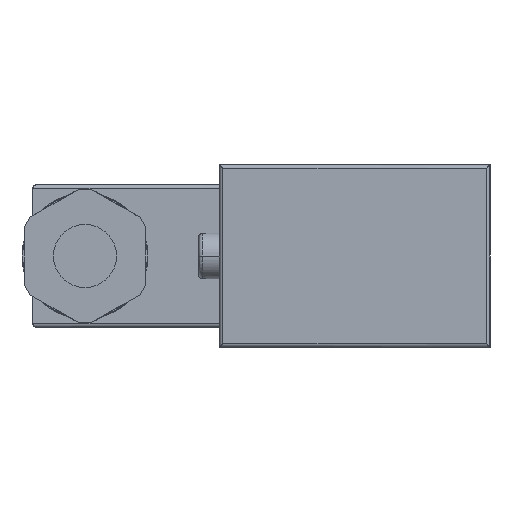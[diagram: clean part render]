
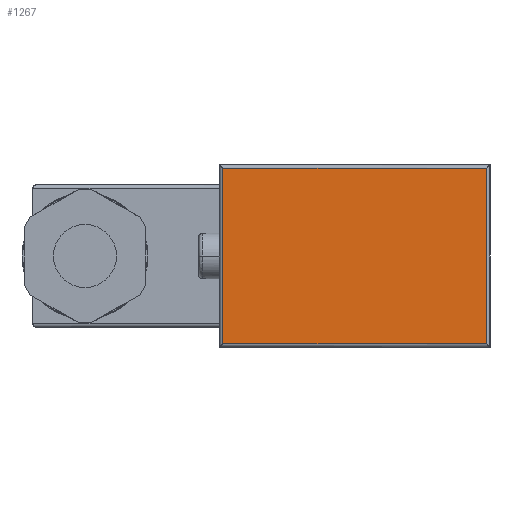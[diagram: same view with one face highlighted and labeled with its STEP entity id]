
A CAD part, left-side view. The second image highlights one B-rep face of the part: STEP entity #1267.
In plain terms, the highlighted planar face has unit normal (-1, 0, 0).
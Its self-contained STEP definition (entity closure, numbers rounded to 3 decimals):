
#55 = EDGE_CURVE ( 'NONE', #3289, #3524, #2012, .T. ) ;
#132 = EDGE_CURVE ( 'NONE', #683, #4542, #254, .T. ) ;
#254 = LINE ( 'NONE', #1881, #2877 ) ;
#255 = CARTESIAN_POINT ( 'NONE',  ( -32.5, -19.439, 13.435 ) ) ;
#483 = DIRECTION ( 'NONE',  ( 0., 1., 0. ) ) ;
#486 = CARTESIAN_POINT ( 'NONE',  ( -32.5, -19.439, -12.939 ) ) ;
#581 = CARTESIAN_POINT ( 'NONE',  ( -32.5, 19.439, -13.435 ) ) ;
#683 = VERTEX_POINT ( 'NONE', #4211 ) ;
#912 = CARTESIAN_POINT ( 'NONE',  ( -32.5, 19.935, 12.939 ) ) ;
#918 = DIRECTION ( 'NONE',  ( 0., 0., 1. ) ) ;
#1013 = VECTOR ( 'NONE', #483, 1000. ) ;
#1017 = DIRECTION ( 'NONE',  ( -1., 0., 0. ) ) ;
#1070 = LINE ( 'NONE', #581, #4019 ) ;
#1267 = ADVANCED_FACE ( 'NONE', ( #2955 ), #1426, .T. ) ;
#1269 = CARTESIAN_POINT ( 'NONE',  ( -32.5, 0., 0. ) ) ;
#1327 = ORIENTED_EDGE ( 'NONE', *, *, #132, .T. ) ;
#1411 = ORIENTED_EDGE ( 'NONE', *, *, #4771, .T. ) ;
#1426 = PLANE ( 'NONE',  #2318 ) ;
#1793 = EDGE_LOOP ( 'NONE', ( #3445, #3792, #1411, #1327 ) ) ;
#1881 = CARTESIAN_POINT ( 'NONE',  ( -32.5, -19.935, -12.939 ) ) ;
#1901 = DIRECTION ( 'NONE',  ( 0., -1., 0. ) ) ;
#2012 = LINE ( 'NONE', #912, #1013 ) ;
#2318 = AXIS2_PLACEMENT_3D ( 'NONE', #1269, #1017, #918 ) ;
#2487 = DIRECTION ( 'NONE',  ( 0., 0., 1. ) ) ;
#2816 = DIRECTION ( 'NONE',  ( 0., 0., -1. ) ) ;
#2877 = VECTOR ( 'NONE', #1901, 1000. ) ;
#2955 = FACE_OUTER_BOUND ( 'NONE', #1793, .T. ) ;
#2997 = CARTESIAN_POINT ( 'NONE',  ( -32.5, -19.439, 12.939 ) ) ;
#3162 = EDGE_CURVE ( 'NONE', #4542, #3289, #3442, .T. ) ;
#3289 = VERTEX_POINT ( 'NONE', #2997 ) ;
#3442 = LINE ( 'NONE', #255, #4302 ) ;
#3445 = ORIENTED_EDGE ( 'NONE', *, *, #3162, .T. ) ;
#3524 = VERTEX_POINT ( 'NONE', #3848 ) ;
#3792 = ORIENTED_EDGE ( 'NONE', *, *, #55, .T. ) ;
#3848 = CARTESIAN_POINT ( 'NONE',  ( -32.5, 19.439, 12.939 ) ) ;
#4019 = VECTOR ( 'NONE', #2816, 1000. ) ;
#4211 = CARTESIAN_POINT ( 'NONE',  ( -32.5, 19.439, -12.939 ) ) ;
#4302 = VECTOR ( 'NONE', #2487, 1000. ) ;
#4542 = VERTEX_POINT ( 'NONE', #486 ) ;
#4771 = EDGE_CURVE ( 'NONE', #3524, #683, #1070, .T. ) ;
